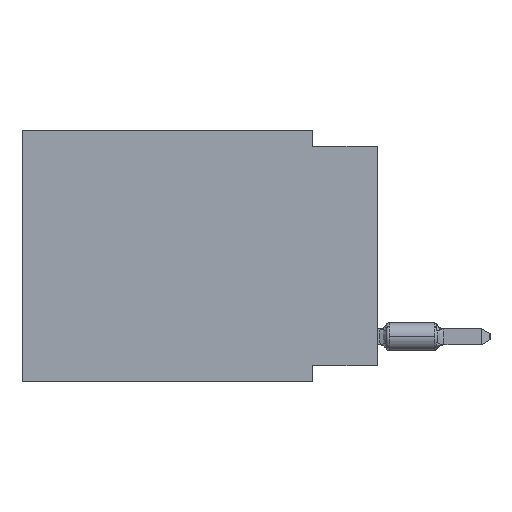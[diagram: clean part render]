
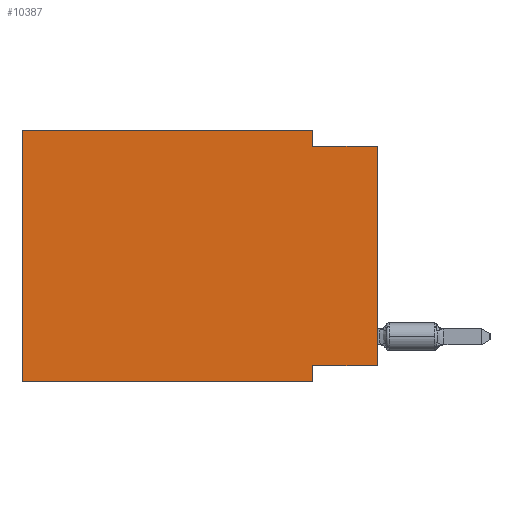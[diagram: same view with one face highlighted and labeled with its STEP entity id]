
A CAD part, left-side view. The second image highlights one B-rep face of the part: STEP entity #10387.
In plain terms, the highlighted planar face has unit normal (-1, 0, 0).
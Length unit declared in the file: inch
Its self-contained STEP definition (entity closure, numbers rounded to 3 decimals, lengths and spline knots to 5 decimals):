
#265 = CARTESIAN_POINT ( 'NONE',  ( 0., 0.1, -0.025 ) ) ;
#356 = CARTESIAN_POINT ( 'NONE',  ( 0., 0.55, -0.39 ) ) ;
#1036 = LINE ( 'NONE', #15395, #18242 ) ;
#1102 = FACE_OUTER_BOUND ( 'NONE', #25949, .T. ) ;
#1191 = CARTESIAN_POINT ( 'NONE',  ( 0., 0., 0. ) ) ;
#1407 = VERTEX_POINT ( 'NONE', #356 ) ;
#1836 = CARTESIAN_POINT ( 'NONE',  ( 0., 0.55, 0. ) ) ;
#3156 = EDGE_CURVE ( 'NONE', #1407, #22941, #23126, .T. ) ;
#4036 = LINE ( 'NONE', #12195, #10925 ) ;
#4130 = VECTOR ( 'NONE', #24732, 39.37008 ) ;
#4264 = CARTESIAN_POINT ( 'NONE',  ( 0., 0.1, 0. ) ) ;
#4774 = VERTEX_POINT ( 'NONE', #4264 ) ;
#4965 = VERTEX_POINT ( 'NONE', #25948 ) ;
#6099 = VECTOR ( 'NONE', #19038, 39.37008 ) ;
#6170 = DIRECTION ( 'NONE',  ( 0., 0., -1. ) ) ;
#6175 = ORIENTED_EDGE ( 'NONE', *, *, #25269, .F. ) ;
#6639 = CARTESIAN_POINT ( 'NONE',  ( 0., 0.55, -0.39 ) ) ;
#6788 = VERTEX_POINT ( 'NONE', #20646 ) ;
#6892 = ORIENTED_EDGE ( 'NONE', *, *, #19025, .F. ) ;
#7206 = VECTOR ( 'NONE', #14057, 39.37008 ) ;
#7307 = DIRECTION ( 'NONE',  ( 0., 0., -1. ) ) ;
#7541 = LINE ( 'NONE', #1191, #4130 ) ;
#8742 = LINE ( 'NONE', #6639, #20959 ) ;
#9885 = ORIENTED_EDGE ( 'NONE', *, *, #18089, .F. ) ;
#10387 = ADVANCED_FACE ( 'NONE', ( #1102 ), #20674, .F. ) ;
#10925 = VECTOR ( 'NONE', #25457, 39.37008 ) ;
#11093 = CARTESIAN_POINT ( 'NONE',  ( 0., 0.1, -0.39 ) ) ;
#11687 = VECTOR ( 'NONE', #6170, 39.37008 ) ;
#12195 = CARTESIAN_POINT ( 'NONE',  ( 0., 0.1, 0. ) ) ;
#12213 = CARTESIAN_POINT ( 'NONE',  ( 0., 0., -0.025 ) ) ;
#12266 = EDGE_CURVE ( 'NONE', #4965, #6788, #7541, .T. ) ;
#12805 = VERTEX_POINT ( 'NONE', #11093 ) ;
#13179 = CARTESIAN_POINT ( 'NONE',  ( 0., 0.55, 0. ) ) ;
#13492 = AXIS2_PLACEMENT_3D ( 'NONE', #20265, #27024, #7307 ) ;
#13592 = LINE ( 'NONE', #13179, #26294 ) ;
#13838 = DIRECTION ( 'NONE',  ( 0., 1., 0. ) ) ;
#13850 = ORIENTED_EDGE ( 'NONE', *, *, #27634, .T. ) ;
#14057 = DIRECTION ( 'NONE',  ( 0., -1., 0. ) ) ;
#15215 = DIRECTION ( 'NONE',  ( 0., -1., 0. ) ) ;
#15395 = CARTESIAN_POINT ( 'NONE',  ( 0., 0., -0.365 ) ) ;
#16082 = ORIENTED_EDGE ( 'NONE', *, *, #3156, .F. ) ;
#16924 = ORIENTED_EDGE ( 'NONE', *, *, #27229, .F. ) ;
#17702 = VERTEX_POINT ( 'NONE', #265 ) ;
#18012 = VERTEX_POINT ( 'NONE', #19530 ) ;
#18089 = EDGE_CURVE ( 'NONE', #18012, #12805, #23776, .T. ) ;
#18242 = VECTOR ( 'NONE', #13838, 39.37008 ) ;
#19025 = EDGE_CURVE ( 'NONE', #17702, #6788, #22937, .T. ) ;
#19038 = DIRECTION ( 'NONE',  ( 0., 0., 1. ) ) ;
#19088 = ORIENTED_EDGE ( 'NONE', *, *, #12266, .T. ) ;
#19530 = CARTESIAN_POINT ( 'NONE',  ( 0., 0.1, -0.365 ) ) ;
#19637 = ORIENTED_EDGE ( 'NONE', *, *, #22603, .F. ) ;
#20265 = CARTESIAN_POINT ( 'NONE',  ( 0., 0.55, 0. ) ) ;
#20646 = CARTESIAN_POINT ( 'NONE',  ( 0., 0., -0.025 ) ) ;
#20674 = PLANE ( 'NONE',  #13492 ) ;
#20959 = VECTOR ( 'NONE', #15215, 39.37008 ) ;
#21788 = DIRECTION ( 'NONE',  ( 0., -1., 0. ) ) ;
#22585 = CARTESIAN_POINT ( 'NONE',  ( 0., 0.55, 0. ) ) ;
#22603 = EDGE_CURVE ( 'NONE', #4774, #17702, #4036, .T. ) ;
#22937 = LINE ( 'NONE', #12213, #7206 ) ;
#22941 = VERTEX_POINT ( 'NONE', #22585 ) ;
#23126 = LINE ( 'NONE', #1836, #6099 ) ;
#23776 = LINE ( 'NONE', #25476, #11687 ) ;
#24732 = DIRECTION ( 'NONE',  ( 0., 0., 1. ) ) ;
#25269 = EDGE_CURVE ( 'NONE', #22941, #4774, #13592, .T. ) ;
#25457 = DIRECTION ( 'NONE',  ( 0., 0., -1. ) ) ;
#25476 = CARTESIAN_POINT ( 'NONE',  ( 0., 0.1, -0.39 ) ) ;
#25948 = CARTESIAN_POINT ( 'NONE',  ( 0., 0., -0.365 ) ) ;
#25949 = EDGE_LOOP ( 'NONE', ( #19088, #6892, #19637, #6175, #16082, #13850, #9885, #16924 ) ) ;
#26294 = VECTOR ( 'NONE', #21788, 39.37008 ) ;
#27024 = DIRECTION ( 'NONE',  ( 1., 0., 0. ) ) ;
#27229 = EDGE_CURVE ( 'NONE', #4965, #18012, #1036, .T. ) ;
#27634 = EDGE_CURVE ( 'NONE', #1407, #12805, #8742, .T. ) ;
